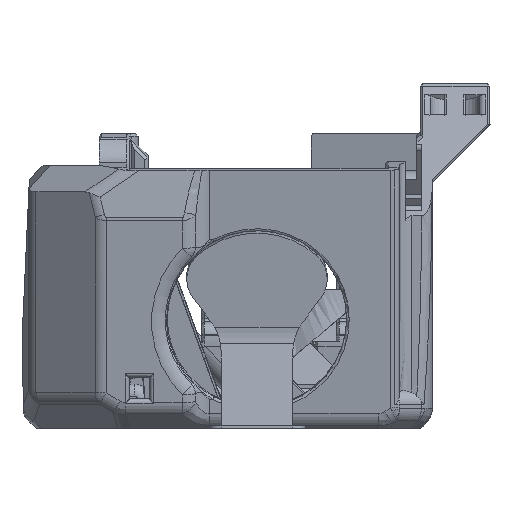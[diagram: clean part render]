
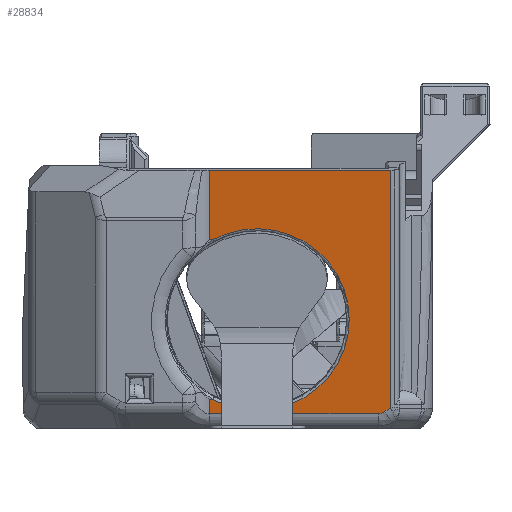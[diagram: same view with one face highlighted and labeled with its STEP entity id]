
A CAD part, left-side view. The second image highlights one B-rep face of the part: STEP entity #28834.
In plain terms, the highlighted planar face has unit normal (-0.985, 0, -0.174).
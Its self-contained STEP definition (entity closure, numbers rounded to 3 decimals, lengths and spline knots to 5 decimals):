
#564=B_SPLINE_CURVE_WITH_KNOTS('',3,(#42022,#42023,#42024,#42025),
 .UNSPECIFIED.,.F.,.F.,(4,4),(0.00082,0.00132),
 .UNSPECIFIED.);
#565=B_SPLINE_CURVE_WITH_KNOTS('',3,(#42029,#42030,#42031,#42032),
 .UNSPECIFIED.,.F.,.F.,(4,4),(0.00082,0.00132),
 .UNSPECIFIED.);
#1373=CIRCLE('',#30691,0.0144);
#2393=ELLIPSE('',#30692,0.0032,0.002);
#3290=ORIENTED_EDGE('',*,*,#12173,.F.);
#3291=ORIENTED_EDGE('',*,*,#12174,.F.);
#3292=ORIENTED_EDGE('',*,*,#12155,.F.);
#3293=ORIENTED_EDGE('',*,*,#12175,.T.);
#3294=ORIENTED_EDGE('',*,*,#12176,.T.);
#3295=ORIENTED_EDGE('',*,*,#12177,.T.);
#3296=ORIENTED_EDGE('',*,*,#12178,.T.);
#3297=ORIENTED_EDGE('',*,*,#12179,.T.);
#3298=ORIENTED_EDGE('',*,*,#12180,.T.);
#3299=ORIENTED_EDGE('',*,*,#12181,.F.);
#12155=EDGE_CURVE('',#16591,#16592,#19347,.T.);
#12173=EDGE_CURVE('',#16607,#16608,#19357,.T.);
#12174=EDGE_CURVE('',#16592,#16607,#19358,.F.);
#12175=EDGE_CURVE('',#16591,#16609,#19359,.F.);
#12176=EDGE_CURVE('',#16609,#16610,#564,.F.);
#12177=EDGE_CURVE('',#16610,#16611,#1373,.T.);
#12178=EDGE_CURVE('',#16611,#16612,#565,.T.);
#12179=EDGE_CURVE('',#16612,#16613,#19360,.F.);
#12180=EDGE_CURVE('',#16613,#16614,#19361,.T.);
#12181=EDGE_CURVE('',#16608,#16614,#2393,.F.);
#16591=VERTEX_POINT('',#41978);
#16592=VERTEX_POINT('',#41979);
#16607=VERTEX_POINT('',#42017);
#16608=VERTEX_POINT('',#42018);
#16609=VERTEX_POINT('',#42021);
#16610=VERTEX_POINT('',#42026);
#16611=VERTEX_POINT('',#42028);
#16612=VERTEX_POINT('',#42033);
#16613=VERTEX_POINT('',#42035);
#16614=VERTEX_POINT('',#42037);
#19347=LINE('',#41977,#21857);
#19357=LINE('',#42016,#21867);
#19358=LINE('',#42019,#21868);
#19359=LINE('',#42020,#21869);
#19360=LINE('',#42034,#21870);
#19361=LINE('',#42036,#21871);
#21857=VECTOR('',#33558,1.);
#21867=VECTOR('',#33586,1.);
#21868=VECTOR('',#33587,1.);
#21869=VECTOR('',#33588,1.);
#21870=VECTOR('',#33591,1.);
#21871=VECTOR('',#33592,1.);
#24320=EDGE_LOOP('',(#3290,#3291,#3292,#3293,#3294,#3295,#3296,#3297,#3298,
#3299));
#26144=FACE_BOUND('',#24320,.T.);
#27905=PLANE('',#30690);
#28834=ADVANCED_FACE('',(#26144),#27905,.F.);
#30690=AXIS2_PLACEMENT_3D('',#42015,#33584,#33585);
#30691=AXIS2_PLACEMENT_3D('',#42027,#33589,#33590);
#30692=AXIS2_PLACEMENT_3D('',#42038,#33593,#33594);
#33558=DIRECTION('',(0.,-1.,0.));
#33584=DIRECTION('',(0.985,0.,0.174));
#33585=DIRECTION('',(-0.174,0.,0.985));
#33586=DIRECTION('',(0.097,0.829,-0.551));
#33587=DIRECTION('',(-0.174,0.,0.985));
#33588=DIRECTION('',(-0.174,0.,0.985));
#33589=DIRECTION('',(0.985,0.,0.174));
#33590=DIRECTION('',(0.174,0.,-0.985));
#33591=DIRECTION('',(-0.174,0.,0.985));
#33592=DIRECTION('',(0.,-1.,0.));
#33593=DIRECTION('',(-0.985,0.,-0.174));
#33594=DIRECTION('',(-0.165,-0.304,0.938));
#41977=CARTESIAN_POINT('',(-0.03457,0.02485,0.0403));
#41978=CARTESIAN_POINT('',(-0.03457,0.01227,0.0403));
#41979=CARTESIAN_POINT('',(-0.03457,-0.016,0.0403));
#42015=CARTESIAN_POINT('',(-0.03119,0.02485,0.0211));
#42016=CARTESIAN_POINT('',(-0.02782,-0.0142,0.00202));
#42017=CARTESIAN_POINT('',(-0.02803,-0.016,0.00322));
#42018=CARTESIAN_POINT('',(-0.02792,-0.01507,0.0026));
#42019=CARTESIAN_POINT('',(-0.00766,-0.016,-0.1123));
#42020=CARTESIAN_POINT('',(-0.03119,0.01227,0.0211));
#42021=CARTESIAN_POINT('',(-0.03266,0.01227,0.02946));
#42022=CARTESIAN_POINT('',(-0.03265,0.01177,0.02941));
#42023=CARTESIAN_POINT('',(-0.03265,0.01193,0.02943));
#42024=CARTESIAN_POINT('',(-0.03266,0.0121,0.02944));
#42025=CARTESIAN_POINT('',(-0.03266,0.01227,0.02946));
#42026=CARTESIAN_POINT('',(-0.03265,0.01177,0.02941));
#42027=CARTESIAN_POINT('',(-0.03046,0.00485,0.01697));
#42028=CARTESIAN_POINT('',(-0.02826,0.01177,0.00453));
#42029=CARTESIAN_POINT('',(-0.02826,0.01177,0.00453));
#42030=CARTESIAN_POINT('',(-0.02826,0.01193,0.00452));
#42031=CARTESIAN_POINT('',(-0.02826,0.0121,0.0045));
#42032=CARTESIAN_POINT('',(-0.02826,0.01227,0.00448));
#42033=CARTESIAN_POINT('',(-0.02826,0.01227,0.00448));
#42034=CARTESIAN_POINT('',(-0.03119,0.01227,0.0211));
#42035=CARTESIAN_POINT('',(-0.02786,0.01227,0.00226));
#42036=CARTESIAN_POINT('',(-0.02786,-0.01465,0.00226));
#42037=CARTESIAN_POINT('',(-0.02786,-0.01407,0.00226));
#42038=CARTESIAN_POINT('',(-0.0284,-0.01465,0.00533));
